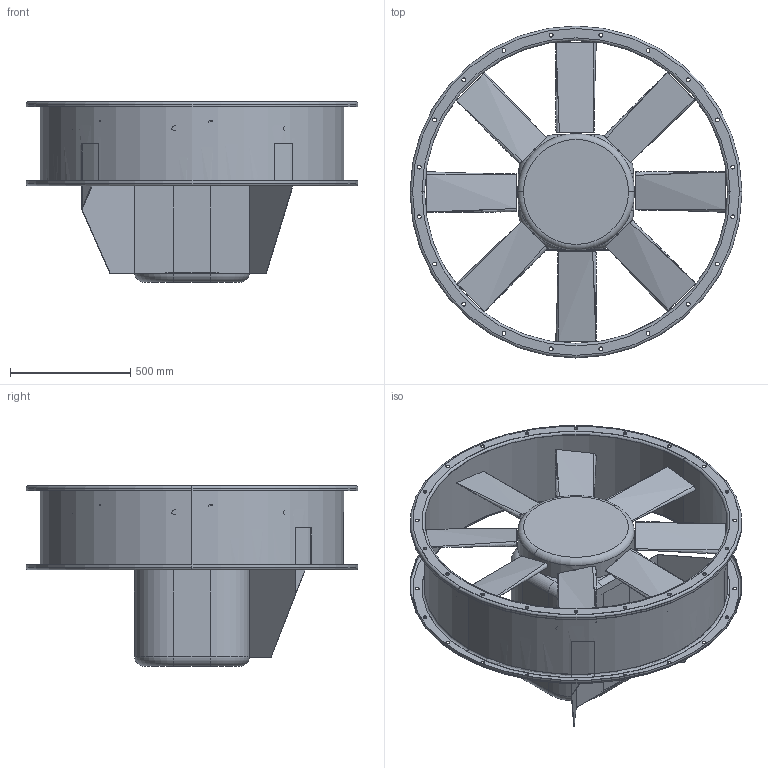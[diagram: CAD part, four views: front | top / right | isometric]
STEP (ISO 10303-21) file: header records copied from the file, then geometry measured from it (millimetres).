
FILE_DESCRIPTION (( 'STEP AP214' ), '1' );
FILE_NAME ('CC_1250.STEP', '2017-01-27T13:19:54', ( '' ), ( '' ), 'SwSTEP 2.0', 'SolidWorks 2016', '' );
FILE_SCHEMA (( 'AUTOMOTIVE_DESIGN' ));
Length unit declared in the file: millimetre
Products named in the file (1): CC_1250
Bounding box: 1380 x 1380 x 750 mm (x, y, z)
Volume: 146275432.5 mm3; surface area: 7705357.2 mm2
Topology: 1 solids, 1 shells, 229 faces, 601 edges, 393 vertices
Faces by surface type: cylinder 126, plane 45, bspline 32, torus 26
Entity records: 9939 total; most frequent: CARTESIAN_POINT 2849, DIRECTION 1300, ORIENTED_EDGE 1202, EDGE_CURVE 601, AXIS2_PLACEMENT_3D 522, VERTEX_POINT 393, EDGE_LOOP 332, CIRCLE 324
